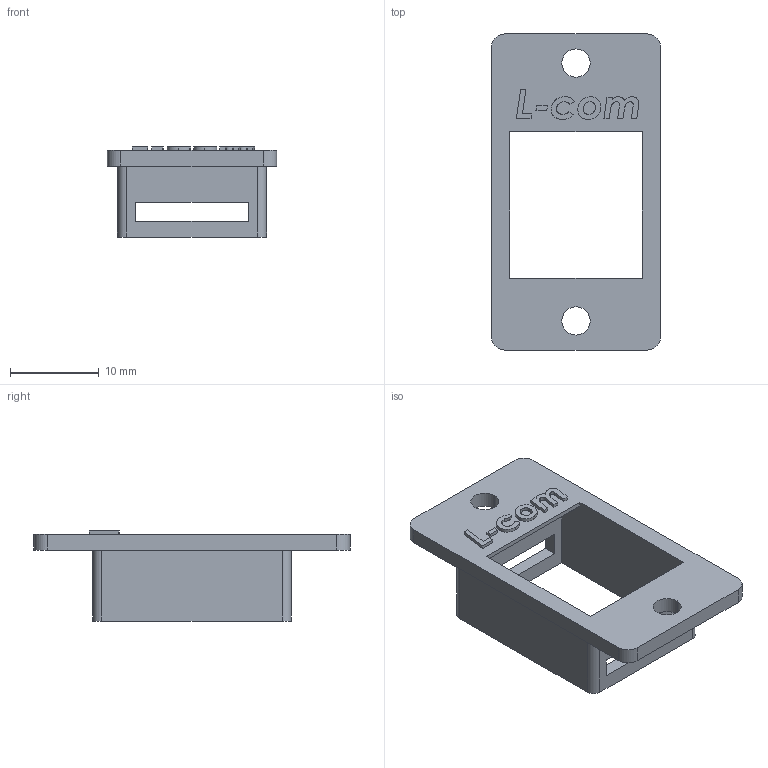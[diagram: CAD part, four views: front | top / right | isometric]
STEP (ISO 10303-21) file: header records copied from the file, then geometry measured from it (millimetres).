
FILE_DESCRIPTION (( 'STEP AP203' ), '1' );
FILE_NAME ('ECF-SK.STEP', '2010-05-14T17:37:33', ( 'x' ), ( 'Microsoft' ), 'SwSTEP 2.0', 'SolidWorks 2010', '' );
FILE_SCHEMA (( 'CONFIG_CONTROL_DESIGN' ));
Length unit declared in the file: inch
Products named in the file (1): ECF-SK
Bounding box: 19.05 x 35.56 x 10.13 mm (x, y, z)
Volume: 1319.2 mm3; surface area: 2299.8 mm2
Topology: 1 solids, 1 shells, 94 faces, 255 edges, 170 vertices
Faces by surface type: plane 55, bspline 27, cylinder 12
Entity records: 5302 total; most frequent: CARTESIAN_POINT 2989, ORIENTED_EDGE 510, DIRECTION 361, EDGE_CURVE 255, VECTOR 177, LINE 177, VERTEX_POINT 170, EDGE_LOOP 111
